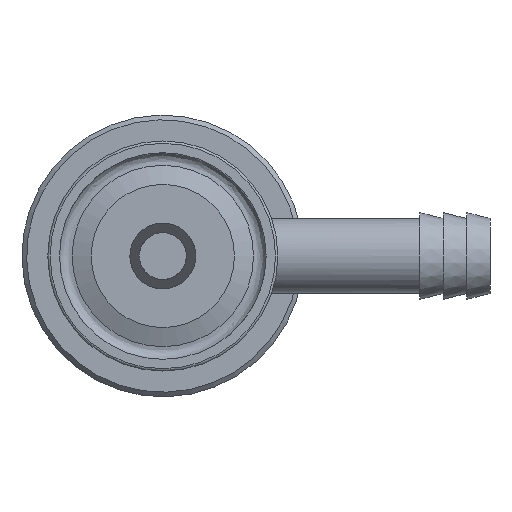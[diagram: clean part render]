
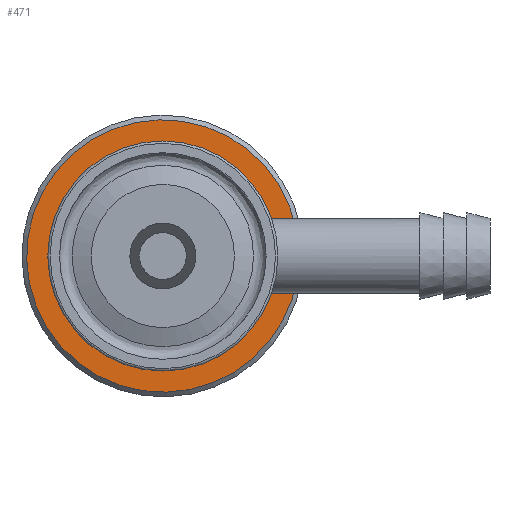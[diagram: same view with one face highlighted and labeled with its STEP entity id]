
A CAD part, front view. The second image highlights one B-rep face of the part: STEP entity #471.
In plain terms, the highlighted planar face has unit normal (0, -1, 0).
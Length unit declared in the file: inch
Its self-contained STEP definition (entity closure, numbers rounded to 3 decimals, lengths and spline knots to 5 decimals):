
#444=CARTESIAN_POINT('',(-0.32451,0.2315,-0.28781));
#445=DIRECTION('',(0.0,-1.0,0.0));
#446=DIRECTION('',(-0.664,0.0,0.748));
#447=AXIS2_PLACEMENT_3D('',#444,#445,#446);
#448=PLANE('',#447);
#449=CARTESIAN_POINT('',(-0.43393,0.2315,-0.38485));
#450=VERTEX_POINT('',#449);
#451=CARTESIAN_POINT('',(0.,0.2315,0.));
#452=DIRECTION('',(0.,1.,0.));
#453=DIRECTION('',(-0.748,0.,-0.664));
#454=AXIS2_PLACEMENT_3D('',#451,#452,#453);
#455=CIRCLE('',#454,0.58);
#456=EDGE_CURVE('',#450,#450,#455,.T.);
#457=ORIENTED_EDGE('',*,*,#456,.F.);
#458=EDGE_LOOP('',(#457));
#459=FACE_OUTER_BOUND('',#458,.T.);
#460=CARTESIAN_POINT('',(-0.21509,0.2315,-0.19076));
#461=VERTEX_POINT('',#460);
#462=CARTESIAN_POINT('',(0.,0.2315,0.));
#463=DIRECTION('',(0.,1.0,0.));
#464=DIRECTION('',(-0.748,0.,-0.664));
#465=AXIS2_PLACEMENT_3D('',#462,#463,#464);
#466=CIRCLE('',#465,0.2875);
#467=EDGE_CURVE('',#461,#461,#466,.T.);
#468=ORIENTED_EDGE('',*,*,#467,.T.);
#469=EDGE_LOOP('',(#468));
#470=FACE_BOUND('',#469,.T.);
#471=ADVANCED_FACE('',(#459,#470),#448,.T.);
